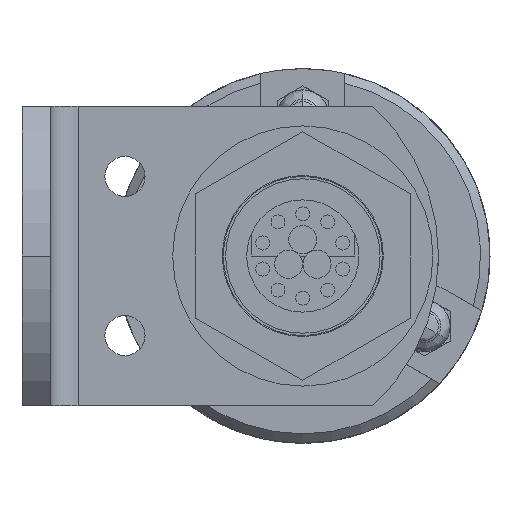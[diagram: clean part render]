
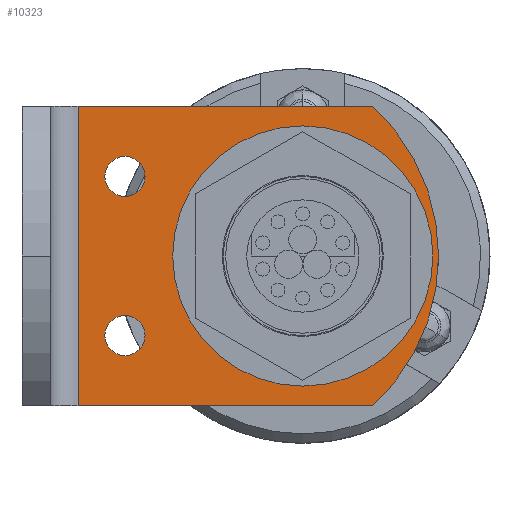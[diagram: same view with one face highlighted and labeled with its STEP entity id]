
A CAD part, front view. The second image highlights one B-rep face of the part: STEP entity #10323.
In plain terms, the highlighted planar face has unit normal (0, -1, 0).
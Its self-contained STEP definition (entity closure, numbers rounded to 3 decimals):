
#381 = DIRECTION ( 'NONE',  ( 0., 0., -1. ) ) ;
#439 = CIRCLE ( 'NONE', #11153, 2.15 ) ;
#558 = EDGE_LOOP ( 'NONE', ( #8691, #10278 ) ) ;
#627 = EDGE_CURVE ( 'NONE', #7950, #2810, #1309, .T. ) ;
#728 = VECTOR ( 'NONE', #6747, 1000. ) ;
#758 = VERTEX_POINT ( 'NONE', #781 ) ;
#781 = CARTESIAN_POINT ( 'NONE',  ( 0., -287.5, -8.6 ) ) ;
#858 = DIRECTION ( 'NONE',  ( 0., 0., -1. ) ) ;
#1101 = CARTESIAN_POINT ( 'NONE',  ( 7.5, -287.5, 16. ) ) ;
#1201 = EDGE_LOOP ( 'NONE', ( #3967, #10931, #7999, #11444 ) ) ;
#1309 = CIRCLE ( 'NONE', #8369, 2.15 ) ;
#1371 = EDGE_CURVE ( 'NONE', #8616, #9370, #12048, .T. ) ;
#1492 = CARTESIAN_POINT ( 'NONE',  ( -19., -287.5, 10.65 ) ) ;
#1620 = DIRECTION ( 'NONE',  ( 0., -1., 0. ) ) ;
#2028 = CARTESIAN_POINT ( 'NONE',  ( 0., -287.5, 8.6 ) ) ;
#2091 = DIRECTION ( 'NONE',  ( 0., 0., -1. ) ) ;
#2295 = FACE_OUTER_BOUND ( 'NONE', #1201, .T. ) ;
#2463 = CARTESIAN_POINT ( 'NONE',  ( 0., -287.5, 0. ) ) ;
#2636 = AXIS2_PLACEMENT_3D ( 'NONE', #9075, #3536, #10011 ) ;
#2671 = CARTESIAN_POINT ( 'NONE',  ( -7.286, -287.5, 0. ) ) ;
#2760 = EDGE_CURVE ( 'NONE', #5492, #7216, #4472, .T. ) ;
#2771 = CARTESIAN_POINT ( 'NONE',  ( -24., -287.5, 16. ) ) ;
#2810 = VERTEX_POINT ( 'NONE', #5537 ) ;
#2848 = LINE ( 'NONE', #4365, #5332 ) ;
#3377 = AXIS2_PLACEMENT_3D ( 'NONE', #2671, #9146, #3602 ) ;
#3388 = DIRECTION ( 'NONE',  ( 0., 0., -1. ) ) ;
#3518 = AXIS2_PLACEMENT_3D ( 'NONE', #2463, #8929, #3388 ) ;
#3536 = DIRECTION ( 'NONE',  ( 0., -1., 0. ) ) ;
#3565 = ORIENTED_EDGE ( 'NONE', *, *, #627, .F. ) ;
#3602 = DIRECTION ( 'NONE',  ( 0., 0., -1. ) ) ;
#3791 = CARTESIAN_POINT ( 'NONE',  ( 0., -287.5, 0. ) ) ;
#3805 = CARTESIAN_POINT ( 'NONE',  ( -19., -287.5, 8.5 ) ) ;
#3967 = ORIENTED_EDGE ( 'NONE', *, *, #10271, .F. ) ;
#4030 = ORIENTED_EDGE ( 'NONE', *, *, #7532, .F. ) ;
#4147 = ORIENTED_EDGE ( 'NONE', *, *, #7311, .F. ) ;
#4365 = CARTESIAN_POINT ( 'NONE',  ( 14.5, -287.5, -16. ) ) ;
#4472 = CIRCLE ( 'NONE', #3377, 21.786 ) ;
#4480 = AXIS2_PLACEMENT_3D ( 'NONE', #3805, #10290, #4739 ) ;
#4595 = EDGE_CURVE ( 'NONE', #10812, #8783, #9850, .T. ) ;
#4717 = DIRECTION ( 'NONE',  ( 0., 0., -1. ) ) ;
#4739 = DIRECTION ( 'NONE',  ( 0., 0., -1. ) ) ;
#4741 = FACE_BOUND ( 'NONE', #558, .T. ) ;
#4899 = CARTESIAN_POINT ( 'NONE',  ( -24., -287.5, 16. ) ) ;
#5170 = EDGE_CURVE ( 'NONE', #758, #10544, #7202, .T. ) ;
#5248 = CIRCLE ( 'NONE', #4480, 2.15 ) ;
#5332 = VECTOR ( 'NONE', #9927, 1000. ) ;
#5492 = VERTEX_POINT ( 'NONE', #8503 ) ;
#5537 = CARTESIAN_POINT ( 'NONE',  ( -19., -287.5, -6.35 ) ) ;
#5538 = EDGE_LOOP ( 'NONE', ( #8714, #4030 ) ) ;
#5816 = CARTESIAN_POINT ( 'NONE',  ( 14.5, -287.5, 16. ) ) ;
#5953 = DIRECTION ( 'NONE',  ( 0., -1., 0. ) ) ;
#5976 = CARTESIAN_POINT ( 'NONE',  ( -24., -287.5, -16. ) ) ;
#6078 = EDGE_CURVE ( 'NONE', #10544, #758, #10844, .T. ) ;
#6403 = DIRECTION ( 'NONE',  ( 0., -1., 0. ) ) ;
#6747 = DIRECTION ( 'NONE',  ( -1., 0., 0. ) ) ;
#6823 = VECTOR ( 'NONE', #2091, 1000. ) ;
#7158 = CARTESIAN_POINT ( 'NONE',  ( -19., -287.5, -8.5 ) ) ;
#7189 = FACE_BOUND ( 'NONE', #9947, .T. ) ;
#7202 = CIRCLE ( 'NONE', #3518, 8.6 ) ;
#7216 = VERTEX_POINT ( 'NONE', #1101 ) ;
#7256 = EDGE_CURVE ( 'NONE', #7216, #8616, #8117, .T. ) ;
#7311 = EDGE_CURVE ( 'NONE', #2810, #7950, #439, .T. ) ;
#7532 = EDGE_CURVE ( 'NONE', #8783, #10812, #5248, .T. ) ;
#7950 = VERTEX_POINT ( 'NONE', #9990 ) ;
#7999 = ORIENTED_EDGE ( 'NONE', *, *, #7256, .T. ) ;
#8091 = DIRECTION ( 'NONE',  ( 0., 0., -1. ) ) ;
#8117 = LINE ( 'NONE', #5816, #728 ) ;
#8135 = PLANE ( 'NONE',  #2636 ) ;
#8369 = AXIS2_PLACEMENT_3D ( 'NONE', #7158, #1620, #8091 ) ;
#8503 = CARTESIAN_POINT ( 'NONE',  ( 7.5, -287.5, -16. ) ) ;
#8616 = VERTEX_POINT ( 'NONE', #2771 ) ;
#8691 = ORIENTED_EDGE ( 'NONE', *, *, #6078, .F. ) ;
#8710 = CARTESIAN_POINT ( 'NONE',  ( -19., -287.5, 6.35 ) ) ;
#8714 = ORIENTED_EDGE ( 'NONE', *, *, #4595, .F. ) ;
#8783 = VERTEX_POINT ( 'NONE', #8710 ) ;
#8929 = DIRECTION ( 'NONE',  ( 0., -1., 0. ) ) ;
#9075 = CARTESIAN_POINT ( 'NONE',  ( 14.5, -287.5, 16. ) ) ;
#9146 = DIRECTION ( 'NONE',  ( 0., -1., 0. ) ) ;
#9227 = AXIS2_PLACEMENT_3D ( 'NONE', #11971, #6403, #858 ) ;
#9370 = VERTEX_POINT ( 'NONE', #5976 ) ;
#9850 = CIRCLE ( 'NONE', #9227, 2.15 ) ;
#9927 = DIRECTION ( 'NONE',  ( -1., 0., 0. ) ) ;
#9947 = EDGE_LOOP ( 'NONE', ( #4147, #3565 ) ) ;
#9951 = FACE_BOUND ( 'NONE', #5538, .T. ) ;
#9990 = CARTESIAN_POINT ( 'NONE',  ( -19., -287.5, -10.65 ) ) ;
#10011 = DIRECTION ( 'NONE',  ( 0., 0., -1. ) ) ;
#10263 = DIRECTION ( 'NONE',  ( 0., -1., 0. ) ) ;
#10271 = EDGE_CURVE ( 'NONE', #5492, #9370, #2848, .T. ) ;
#10278 = ORIENTED_EDGE ( 'NONE', *, *, #5170, .F. ) ;
#10290 = DIRECTION ( 'NONE',  ( 0., -1., 0. ) ) ;
#10323 = ADVANCED_FACE ( 'NONE', ( #9951, #7189, #4741, #2295 ), #8135, .T. ) ;
#10544 = VERTEX_POINT ( 'NONE', #2028 ) ;
#10812 = VERTEX_POINT ( 'NONE', #1492 ) ;
#10844 = CIRCLE ( 'NONE', #11301, 8.6 ) ;
#10931 = ORIENTED_EDGE ( 'NONE', *, *, #2760, .T. ) ;
#11153 = AXIS2_PLACEMENT_3D ( 'NONE', #11515, #5953, #381 ) ;
#11301 = AXIS2_PLACEMENT_3D ( 'NONE', #3791, #10263, #4717 ) ;
#11444 = ORIENTED_EDGE ( 'NONE', *, *, #1371, .T. ) ;
#11515 = CARTESIAN_POINT ( 'NONE',  ( -19., -287.5, -8.5 ) ) ;
#11971 = CARTESIAN_POINT ( 'NONE',  ( -19., -287.5, 8.5 ) ) ;
#12048 = LINE ( 'NONE', #4899, #6823 ) ;
